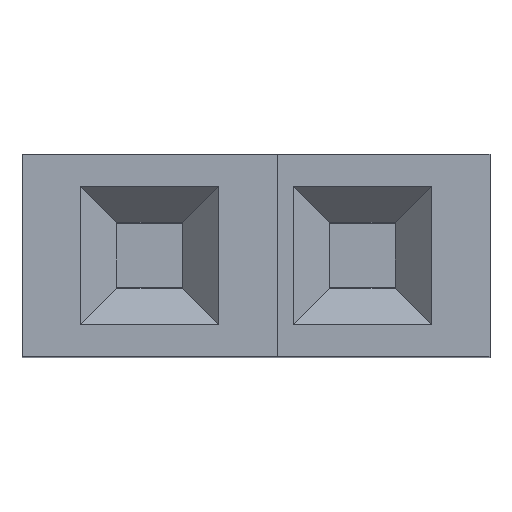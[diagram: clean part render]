
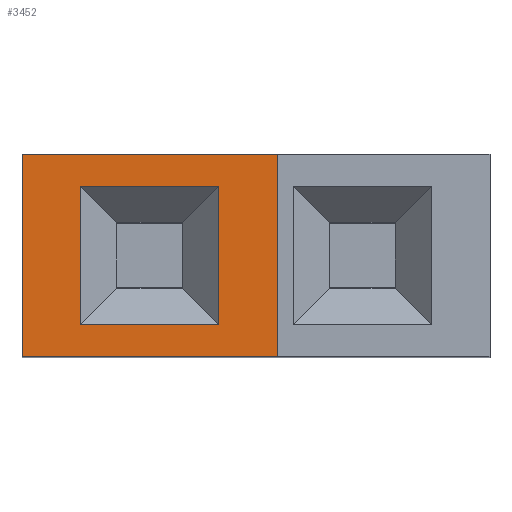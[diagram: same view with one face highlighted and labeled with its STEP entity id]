
A CAD part, top view. The second image highlights one B-rep face of the part: STEP entity #3452.
In plain terms, the highlighted planar face has unit normal (0, 0, 1).
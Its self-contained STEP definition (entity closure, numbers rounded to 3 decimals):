
#3069=CARTESIAN_POINT('',(-0.445,0.826,8.509));
#3070=VERTEX_POINT('',#3069);
#3077=CARTESIAN_POINT('',(-2.096,0.826,8.509));
#3078=VERTEX_POINT('',#3077);
#3079=CARTESIAN_POINT('',(-2.096,0.826,8.509));
#3080=DIRECTION('',(1.0,0.0,0.0));
#3081=VECTOR('',#3080,1.651);
#3082=LINE('',#3079,#3081);
#3083=EDGE_CURVE('',#3078,#3070,#3082,.T.);
#3117=CARTESIAN_POINT('',(-2.096,-0.826,8.509));
#3118=VERTEX_POINT('',#3117);
#3127=CARTESIAN_POINT('',(-2.096,-0.826,8.509));
#3128=DIRECTION('',(0.0,1.0,0.0));
#3129=VECTOR('',#3128,1.651);
#3130=LINE('',#3127,#3129);
#3131=EDGE_CURVE('',#3118,#3078,#3130,.T.);
#3143=CARTESIAN_POINT('',(-0.445,-0.826,8.509));
#3144=VERTEX_POINT('',#3143);
#3151=CARTESIAN_POINT('',(-0.445,0.826,8.509));
#3152=DIRECTION('',(0.0,-1.0,0.0));
#3153=VECTOR('',#3152,1.651);
#3154=LINE('',#3151,#3153);
#3155=EDGE_CURVE('',#3070,#3144,#3154,.T.);
#3402=CARTESIAN_POINT('',(-2.946,-1.327,8.509));
#3403=DIRECTION('',(0.0,0.0,-1.0));
#3404=DIRECTION('',(0.0,1.0,0.0));
#3405=AXIS2_PLACEMENT_3D('',#3402,#3403,#3404);
#3406=PLANE('',#3405);
#3407=CARTESIAN_POINT('',(0.254,1.207,8.509));
#3408=VERTEX_POINT('',#3407);
#3409=CARTESIAN_POINT('',(0.254,-1.206,8.509));
#3410=VERTEX_POINT('',#3409);
#3411=CARTESIAN_POINT('',(0.254,1.207,8.509));
#3412=DIRECTION('',(0.0,-1.0,0.0));
#3413=VECTOR('',#3412,2.413);
#3414=LINE('',#3411,#3413);
#3415=EDGE_CURVE('',#3408,#3410,#3414,.T.);
#3416=ORIENTED_EDGE('',*,*,#3415,.F.);
#3417=CARTESIAN_POINT('',(-2.794,1.207,8.509));
#3418=VERTEX_POINT('',#3417);
#3419=CARTESIAN_POINT('',(0.254,1.207,8.509));
#3420=DIRECTION('',(-1.0,0.0,0.0));
#3421=VECTOR('',#3420,3.048);
#3422=LINE('',#3419,#3421);
#3423=EDGE_CURVE('',#3408,#3418,#3422,.T.);
#3424=ORIENTED_EDGE('',*,*,#3423,.T.);
#3425=CARTESIAN_POINT('',(-2.794,-1.206,8.509));
#3426=VERTEX_POINT('',#3425);
#3427=CARTESIAN_POINT('',(-2.794,-1.206,8.509));
#3428=DIRECTION('',(0.0,1.0,0.0));
#3429=VECTOR('',#3428,2.413);
#3430=LINE('',#3427,#3429);
#3431=EDGE_CURVE('',#3426,#3418,#3430,.T.);
#3432=ORIENTED_EDGE('',*,*,#3431,.F.);
#3433=CARTESIAN_POINT('',(-2.794,-1.206,8.509));
#3434=DIRECTION('',(1.0,0.0,0.0));
#3435=VECTOR('',#3434,3.048);
#3436=LINE('',#3433,#3435);
#3437=EDGE_CURVE('',#3426,#3410,#3436,.T.);
#3438=ORIENTED_EDGE('',*,*,#3437,.T.);
#3439=EDGE_LOOP('',(#3416,#3424,#3432,#3438));
#3440=FACE_OUTER_BOUND('',#3439,.T.);
#3441=CARTESIAN_POINT('',(-0.445,-0.826,8.509));
#3442=DIRECTION('',(-1.0,0.0,0.0));
#3443=VECTOR('',#3442,1.651);
#3444=LINE('',#3441,#3443);
#3445=EDGE_CURVE('',#3144,#3118,#3444,.T.);
#3446=ORIENTED_EDGE('',*,*,#3445,.T.);
#3447=ORIENTED_EDGE('',*,*,#3131,.T.);
#3448=ORIENTED_EDGE('',*,*,#3083,.T.);
#3449=ORIENTED_EDGE('',*,*,#3155,.T.);
#3450=EDGE_LOOP('',(#3446,#3447,#3448,#3449));
#3451=FACE_BOUND('',#3450,.T.);
#3452=ADVANCED_FACE('',(#3440,#3451),#3406,.F.);
